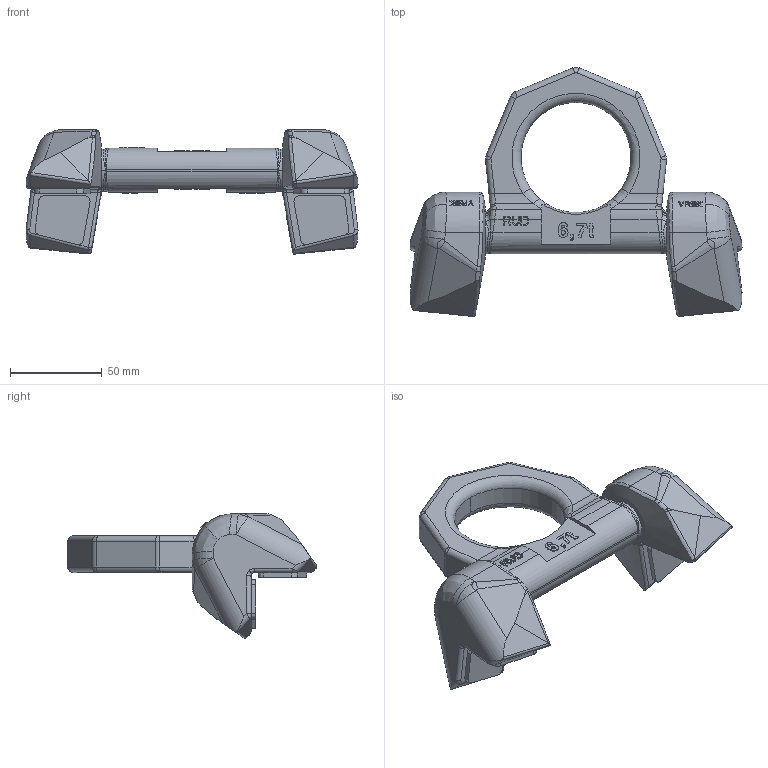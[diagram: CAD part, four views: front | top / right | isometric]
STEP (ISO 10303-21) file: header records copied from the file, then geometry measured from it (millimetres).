
FILE_DESCRIPTION((''),'2;1');
FILE_NAME('001-M34420-P-1_ASM','2019-02-01T',('anja.joas'),(''),'PRO/ENGINEER BY PARAMETRIC TECHNOLOGY CORPORATION, 2011490','PRO/ENGINEER BY PARAMETRIC TECHNOLOGY CORPORATION, 2011490','');
FILE_SCHEMA(('CONFIG_CONTROL_DESIGN'));
Length unit declared in the file: millimetre
Products named in the file (3): 001-M34113-P-1; 001-M35241-P-1; 001-M34420-P-1_ASM
Assembly tree (3 placements, depth 2):
  001-M34420-P-1_ASM
    001-M34113-P-1  x2
    001-M35241-P-1
Bounding box: 181.05 x 135.91 x 67.79 mm (x, y, z)
Volume: 285942.5 mm3; surface area: 50291.7 mm2
Topology: 3 solids, 3 shells, 836 faces, 2254 edges, 1448 vertices
Faces by surface type: plane 488, cylinder 130, bspline 126, extrusion 68, torus 10, cone 8, sphere 6
Entity records: 24416 total; most frequent: CARTESIAN_POINT 8948, ORIENTED_EDGE 3576, DIRECTION 2618, EDGE_CURVE 1788, VERTEX_POINT 1148, VECTOR 1022, LINE 954, AXIS2_PLACEMENT_3D 798
